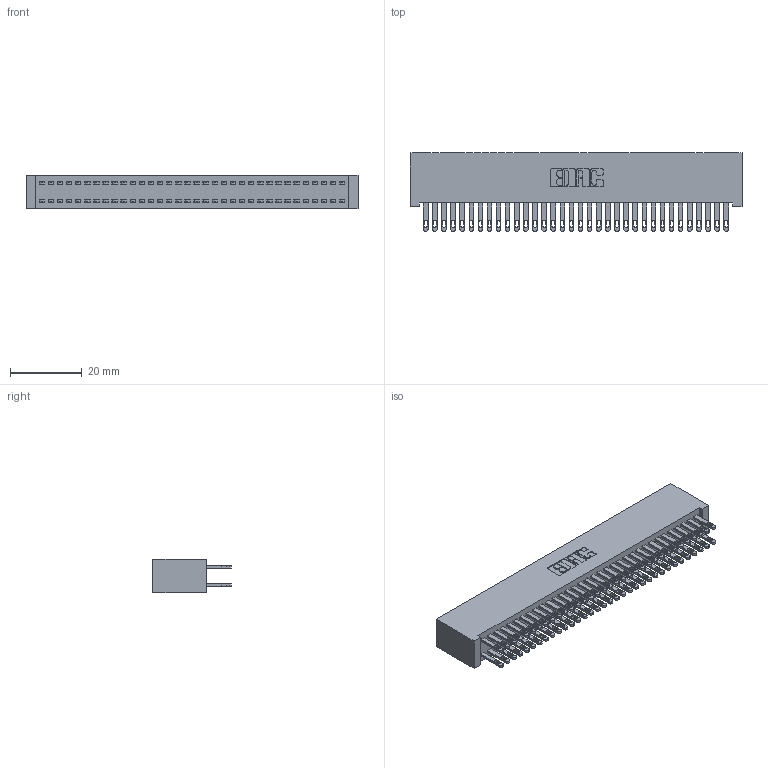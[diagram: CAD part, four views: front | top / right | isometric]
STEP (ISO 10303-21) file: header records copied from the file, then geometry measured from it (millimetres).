
FILE_DESCRIPTION (( 'STEP AP203' ), '1' );
FILE_NAME ('342-068-500-201.STEP', '2019-10-03T15:14:21', ( '' ), ( '' ), 'SwSTEP 2.0', 'SolidWorks 2016', '' );
FILE_SCHEMA (( 'CONFIG_CONTROL_DESIGN' ));
Length unit declared in the file: inch
Products named in the file (3): 342 Part_Lugless; 345-292-001_345-293-100; 342-068-500-201
Assembly tree (69 placements, depth 2):
  342-068-500-201
    342 Part_Lugless
    345-292-001_345-293-100  x68
Bounding box: 92.61 x 21.85 x 9.4 mm (x, y, z)
Volume: 8930.3 mm3; surface area: 15436.4 mm2
Topology: 69 solids, 69 shells, 3366 faces, 10271 edges, 6846 vertices
Faces by surface type: plane 2102, cylinder 1264
Entity records: 22429 total; most frequent: CARTESIAN_POINT 3722, ORIENTED_EDGE 3658, DIRECTION 3189, EDGE_CURVE 1829, LINE 1705, VECTOR 1705, VERTEX_POINT 1218, AXIS2_PLACEMENT_3D 742
